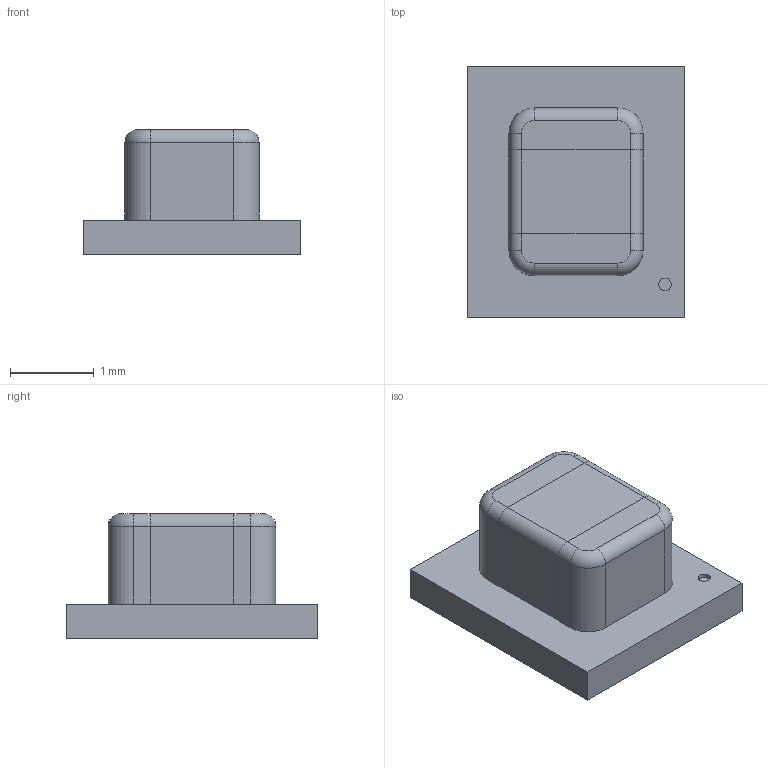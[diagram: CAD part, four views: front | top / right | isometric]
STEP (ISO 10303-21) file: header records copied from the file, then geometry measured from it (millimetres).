
FILE_DESCRIPTION(('STEP AP203'), '1');
FILE_NAME('LMZ10500', '', ('UNSPECIFIED'), ('UNSPECIFIED'), 'ASCON STEP Converter 1.6', 'ASCON Math Kernel', '');
FILE_SCHEMA(('CONFIG_CONTROL_DESIGN'));
Length unit declared in the file: millimetre
Bounding box: 2.6 x 3 x 1.49 mm (x, y, z)
Volume: 6.5 mm3; surface area: 37.1 mm2
Topology: 2 solids, 2 shells, 40 faces, 91 edges, 58 vertices
Faces by surface type: plane 23, cylinder 13, torus 4
Full cylindrical faces by diameter (mm): 0.15 x1
Entity records: 1482 total; most frequent: DIRECTION 202, CARTESIAN_POINT 189, ORIENTED_EDGE 180, EDGE_CURVE 90, AXIS2_PLACEMENT_3D 71, LINE 60, VECTOR 60, VERTEX_POINT 58
